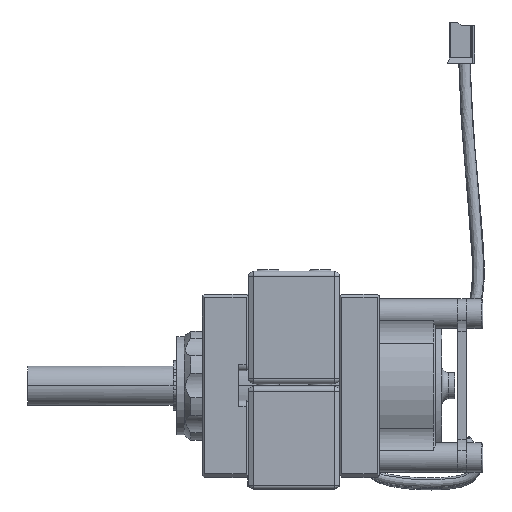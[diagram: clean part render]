
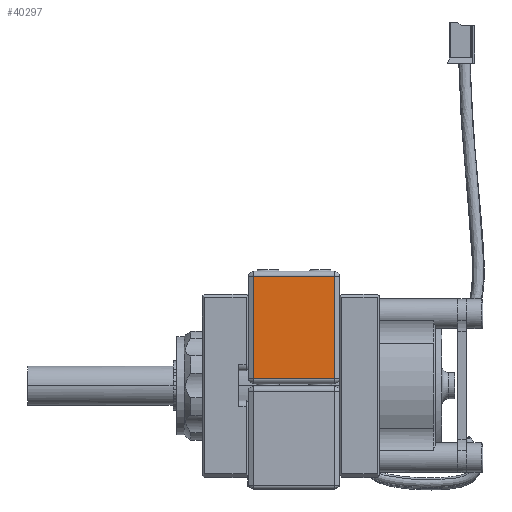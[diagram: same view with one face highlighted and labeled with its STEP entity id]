
A CAD part, top view. The second image highlights one B-rep face of the part: STEP entity #40297.
In plain terms, the highlighted face is planar.
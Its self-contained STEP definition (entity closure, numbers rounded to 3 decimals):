
#40284=AXIS2_PLACEMENT_3D('Plane Axis2P3D',#40281,#40282,#40283) ;
#38426=CARTESIAN_POINT('Vertex',(15.9,1.05,52.2)) ;
#38446=CARTESIAN_POINT('Line Origine',(15.9,8.875,52.2)) ;
#38450=CARTESIAN_POINT('Vertex',(15.9,16.7,52.2)) ;
#39076=CARTESIAN_POINT('Vertex',(15.9,16.7,39.8)) ;
#39097=CARTESIAN_POINT('Line Origine',(15.9,8.875,39.8)) ;
#39101=CARTESIAN_POINT('Vertex',(15.9,1.05,39.8)) ;
#40267=CARTESIAN_POINT('Line Origine',(15.9,1.05,71.25)) ;
#40281=CARTESIAN_POINT('Axis2P3D Location',(15.9,0.25,39.)) ;
#40286=CARTESIAN_POINT('Line Origine',(15.9,16.7,46.)) ;
#38447=DIRECTION('Vector Direction',(0.,1.,0.)) ;
#39098=DIRECTION('Vector Direction',(0.,-1.,0.)) ;
#40268=DIRECTION('Vector Direction',(0.,0.,-1.)) ;
#40282=DIRECTION('Axis2P3D Direction',(1.,0.,0.)) ;
#40283=DIRECTION('Axis2P3D XDirection',(0.,1.,0.)) ;
#40287=DIRECTION('Vector Direction',(0.,0.,-1.)) ;
#38448=VECTOR('Line Direction',#38447,1.) ;
#39099=VECTOR('Line Direction',#39098,1.) ;
#40269=VECTOR('Line Direction',#40268,1.) ;
#40288=VECTOR('Line Direction',#40287,1.) ;
#40292=ORIENTED_EDGE('',*,*,#38452,.F.) ;
#40293=ORIENTED_EDGE('',*,*,#40271,.T.) ;
#40294=ORIENTED_EDGE('',*,*,#39103,.F.) ;
#40295=ORIENTED_EDGE('',*,*,#40290,.F.) ;
#40297=ADVANCED_FACE('\X2\5B9E4F53\X0\2',(#40296),#40285,.T.) ;
#38452=EDGE_CURVE('',#38427,#38451,#38449,.T.) ;
#39103=EDGE_CURVE('',#39077,#39102,#39100,.T.) ;
#40271=EDGE_CURVE('',#38427,#39102,#40270,.T.) ;
#40290=EDGE_CURVE('',#38451,#39077,#40289,.T.) ;
#40291=EDGE_LOOP('',(#40292,#40293,#40294,#40295)) ;
#40296=FACE_OUTER_BOUND('',#40291,.T.) ;
#38449=LINE('Line',#38446,#38448) ;
#39100=LINE('Line',#39097,#39099) ;
#40270=LINE('Line',#40267,#40269) ;
#40289=LINE('Line',#40286,#40288) ;
#40285=PLANE('Plane',#40284) ;
#38427=VERTEX_POINT('',#38426) ;
#38451=VERTEX_POINT('',#38450) ;
#39077=VERTEX_POINT('',#39076) ;
#39102=VERTEX_POINT('',#39101) ;
